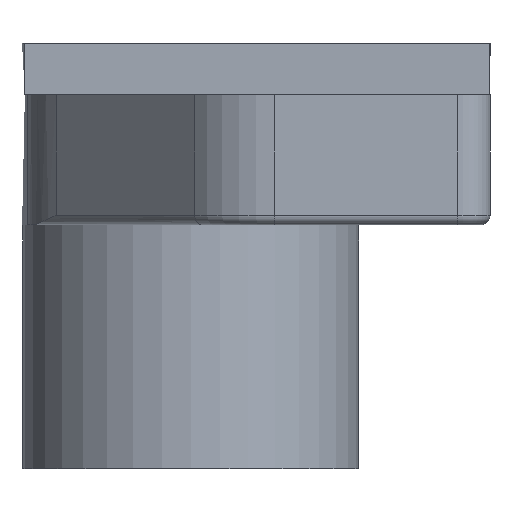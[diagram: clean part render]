
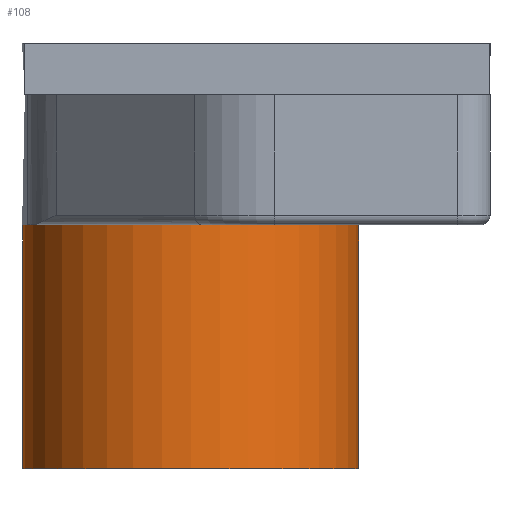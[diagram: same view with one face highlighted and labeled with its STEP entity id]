
A CAD part, front view. The second image highlights one B-rep face of the part: STEP entity #108.
In plain terms, the highlighted cylindrical face has radius 25.8 mm (diameter 51.6 mm), a full revolution.
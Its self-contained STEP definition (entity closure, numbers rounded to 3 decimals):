
#53=CYLINDRICAL_SURFACE('',#602,25.8);
#108=ADVANCED_FACE('',(#124,#125),#53,.T.);
#124=FACE_BOUND('',#154,.T.);
#125=FACE_BOUND('',#155,.T.);
#154=EDGE_LOOP('',(#322));
#155=EDGE_LOOP('',(#323));
#164=CIRCLE('',#552,25.8);
#186=CIRCLE('',#601,25.8);
#322=ORIENTED_EDGE('',*,*,#437,.T.);
#323=ORIENTED_EDGE('',*,*,#381,.F.);
#337=VERTEX_POINT('',#799);
#368=VERTEX_POINT('',#923);
#381=EDGE_CURVE('',#337,#337,#164,.T.);
#437=EDGE_CURVE('',#368,#368,#186,.T.);
#552=AXIS2_PLACEMENT_3D('',#798,#631,#632);
#601=AXIS2_PLACEMENT_3D('',#922,#761,#762);
#602=AXIS2_PLACEMENT_3D('',#924,#763,#764);
#631=DIRECTION('',(0.,0.,1.));
#632=DIRECTION('',(-1.,0.,0.));
#761=DIRECTION('',(0.,0.,1.));
#762=DIRECTION('',(1.,0.,0.));
#763=DIRECTION('',(0.,0.,-1.));
#764=DIRECTION('',(-1.,0.,0.));
#798=CARTESIAN_POINT('',(-46.,2.,-20.));
#799=CARTESIAN_POINT('',(-71.8,2.,-20.));
#922=CARTESIAN_POINT('',(-46.,2.,-57.5));
#923=CARTESIAN_POINT('',(-20.2,2.,-57.5));
#924=CARTESIAN_POINT('',(-46.,2.,-20.));
